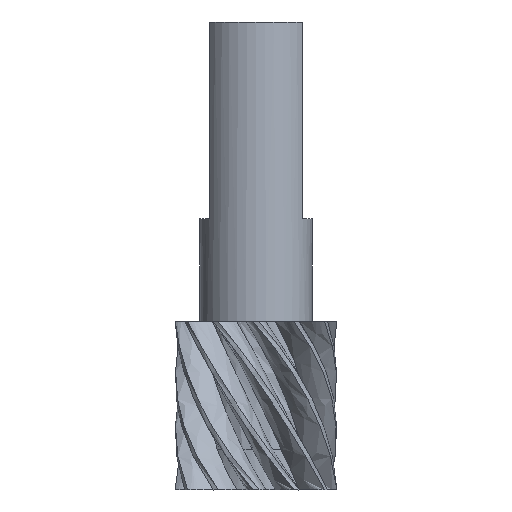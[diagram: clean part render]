
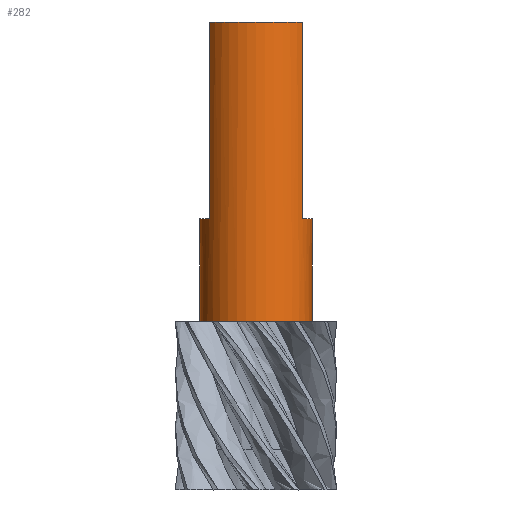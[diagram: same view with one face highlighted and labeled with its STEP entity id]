
A CAD part, front view. The second image highlights one B-rep face of the part: STEP entity #282.
In plain terms, the highlighted cylindrical face has radius 4.763 mm (diameter 9.525 mm), a partial arc.
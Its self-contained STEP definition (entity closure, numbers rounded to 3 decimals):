
#1=CARTESIAN_POINT('POINT1',(3.969,-2.633,
   23.019));
#2=VERTEX_POINT('VERTEX1',#1);
#3=CARTESIAN_POINT('POINT2',(3.969,-2.633,
   39.688));
#4=VERTEX_POINT('VERTEX2',#3);
#5=CARTESIAN_POINT('POS1',(3.969,-2.633,0.))
   ;
#6=DIRECTION('DIR1',(0.,0.,1.));
#7=VECTOR('VEC1',#6,1.);
#8=LINE('STRAIGHT1',#5,#7);
#9=EDGE_CURVE('EDGE1',#2,#4,#8,.T.);
#42=CARTESIAN_POINT('POINT5',(4.763,0.,23.019));
#43=VERTEX_POINT('VERTEX5',#42);
#44=CARTESIAN_POINT('POS6',(0.,0.,23.019));
#45=DIRECTION('DIR7',(0.,0.,1.));
#46=DIRECTION('DIR8',(1.,0.,0.));
#47=AXIS2_PLACEMENT_3D('AXIS2',#44,#45,#46);
#48=CIRCLE('ELLIPSE1',#47,4.763);
#49=EDGE_CURVE('EDGE5',#2,#43,#48,.T.);
#66=CARTESIAN_POINT('POINT6',(-3.969,-2.633,
   23.019));
#67=VERTEX_POINT('VERTEX6',#66);
#76=CARTESIAN_POINT('POINT8',(-4.763,0.,
   23.019));
#77=VERTEX_POINT('VERTEX8',#76);
#85=CARTESIAN_POINT('POS11',(0.,0.,23.019));
#86=DIRECTION('DIR16',(0.,0.,-1.));
#87=DIRECTION('DIR17',(1.,0.,0.));
#88=AXIS2_PLACEMENT_3D('AXIS6',#85,#86,#87);
#89=CIRCLE('ELLIPSE4',#88,4.763);
#90=EDGE_CURVE('EDGE9',#77,#67,#89,.F.);
#109=CARTESIAN_POINT('POINT10',(-3.969,-2.633,
   39.688));
#110=VERTEX_POINT('VERTEX10',#109);
#111=CARTESIAN_POINT('POS14',(-3.969,-2.633,
   0.));
#112=DIRECTION('DIR21',(0.,0.,1.));
#113=VECTOR('VEC7',#112,1.);
#114=LINE('STRAIGHT7',#111,#113);
#115=EDGE_CURVE('EDGE11',#67,#110,#114,.T.);
#139=CARTESIAN_POINT('POS18',(0.,0.,39.688));
#140=DIRECTION('DIR27',(0.,0.,1.));
#141=DIRECTION('DIR28',(1.,0.,0.));
#142=AXIS2_PLACEMENT_3D('AXIS10',#139,#140,#141);
#143=CIRCLE('ELLIPSE6',#142,4.763);
#144=EDGE_CURVE('EDGE14',#110,#4,#143,.T.);
#226=CARTESIAN_POINT('POINT15',(4.763,0.,14.288));
#227=VERTEX_POINT('VERTEX15',#226);
#228=CARTESIAN_POINT('POS28',(4.763,0.,14.288));
#229=DIRECTION('DIR45',(0.,0.,1.));
#230=VECTOR('VEC11',#229,25.4);
#231=LINE('STRAIGHT11',#228,#230);
#232=EDGE_CURVE('EDGE21',#227,#43,#231,.T.);
#234=CARTESIAN_POINT('POINT16',(-4.763,0.,14.288));
#235=VERTEX_POINT('VERTEX16',#234);
#243=CARTESIAN_POINT('POS30',(-4.763,0.,
   14.288));
#244=DIRECTION('DIR48',(0.,0.,1.));
#245=VECTOR('VEC12',#244,25.4);
#246=LINE('STRAIGHT12',#243,#245);
#247=EDGE_CURVE('EDGE23',#235,#77,#246,.T.);
#261=ORIENTED_EDGE('COEDGE37',*,*,#144,.F.);
#262=ORIENTED_EDGE('COEDGE38',*,*,#115,.F.);
#263=ORIENTED_EDGE('COEDGE39',*,*,#90,.F.);
#264=ORIENTED_EDGE('COEDGE40',*,*,#247,.F.);
#265=CARTESIAN_POINT('POS32',(0.,0.,14.288));
#266=DIRECTION('DIR51',(0.,0.,-1.));
#267=DIRECTION('DIR52',(1.,0.,0.));
#268=AXIS2_PLACEMENT_3D('AXIS20',#265,#266,#267);
#269=CIRCLE('ELLIPSE12',#268,4.763);
#270=EDGE_CURVE('EDGE24',#235,#227,#269,.F.);
#271=ORIENTED_EDGE('COEDGE41',*,*,#270,.T.);
#272=ORIENTED_EDGE('COEDGE42',*,*,#232,.T.);
#273=ORIENTED_EDGE('COEDGE43',*,*,#49,.F.);
#274=ORIENTED_EDGE('COEDGE44',*,*,#9,.T.);
#275=EDGE_LOOP('NONE',(#261,#262,#263,#264,#271,#272,#273,#274));
#276=FACE_BOUND('LOOP1',#275,.T.);
#277=CARTESIAN_POINT('POS33',(0.,0.,0.));
#278=DIRECTION('DIR53',(0.,0.,1.));
#279=DIRECTION('DIR54',(1.,0.,0.));
#280=AXIS2_PLACEMENT_3D('AXIS21',#277,#278,#279);
#281=CYLINDRICAL_SURFACE('CONE_SURF4',#280,4.763);
#282=ADVANCED_FACE('FACE9',(#276),#281,.T.);
